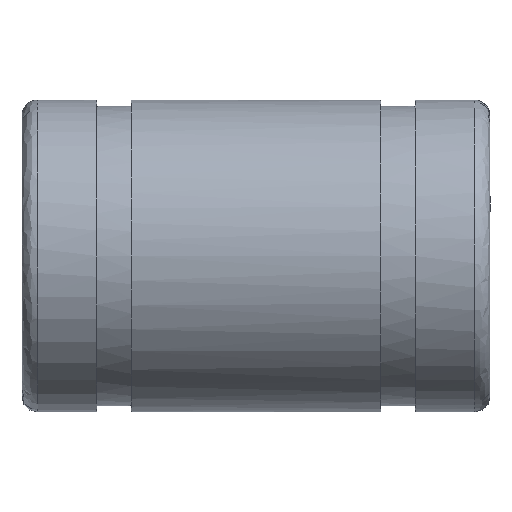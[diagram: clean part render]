
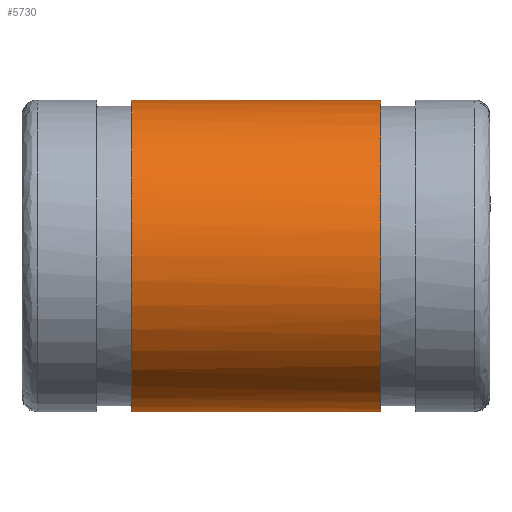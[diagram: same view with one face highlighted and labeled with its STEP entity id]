
A CAD part, front view. The second image highlights one B-rep face of the part: STEP entity #5730.
In plain terms, the highlighted free-form (B-spline) face has degree [3, 1] with [7, 2] control points.
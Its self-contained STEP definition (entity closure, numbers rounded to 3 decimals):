
#5000 = CARTESIAN_POINT ('', (3.5, -5., 0.));
#5010 = VERTEX_POINT ('', #5000);
#5020 = CARTESIAN_POINT ('', (3.5, 5., 0.));
#5030 = VERTEX_POINT ('', #5020);
#5040 = CARTESIAN_POINT ('', (3.5, -5., 0.));
#5050 = CARTESIAN_POINT ('', (3.5, -5., -10.));
#5060 = CARTESIAN_POINT ('', (3.5, 5., -10.));
#5070 = CARTESIAN_POINT ('', (3.5, 5., 0.));
#5080 = (
   BOUNDED_CURVE ()
   B_SPLINE_CURVE (3, (#5040, #5050, #5060, #5070), .UNSPECIFIED., .F., .U.)
   B_SPLINE_CURVE_WITH_KNOTS ((4, 4), (0., 1.), .UNSPECIFIED.)
   CURVE ()
   GEOMETRIC_REPRESENTATION_ITEM ()
   RATIONAL_B_SPLINE_CURVE ((1., 0.333, 0.333, 1.))
   REPRESENTATION_ITEM ('')
);
#5090 = EDGE_CURVE ('', #5010, #5030, #5080, .T.);
#5110 = CARTESIAN_POINT ('', (3.5, 5., 0.));
#5120 = CARTESIAN_POINT ('', (3.5, 5., 10.));
#5130 = CARTESIAN_POINT ('', (3.5, -5., 10.));
#5140 = CARTESIAN_POINT ('', (3.5, -5., 0.));
#5150 = (
   BOUNDED_CURVE ()
   B_SPLINE_CURVE (3, (#5110, #5120, #5130, #5140), .UNSPECIFIED., .F., .U.)
   B_SPLINE_CURVE_WITH_KNOTS ((4, 4), (0., 1.), .UNSPECIFIED.)
   CURVE ()
   GEOMETRIC_REPRESENTATION_ITEM ()
   RATIONAL_B_SPLINE_CURVE ((1., 0.333, 0.333, 1.))
   REPRESENTATION_ITEM ('')
);
#5160 = EDGE_CURVE ('', #5030, #5010, #5150, .T.);
#5300 = CARTESIAN_POINT ('', (11.5, -5., 0.));
#5310 = VERTEX_POINT ('', #5300);
#5320 = CARTESIAN_POINT ('', (11.5, 5., 0.));
#5330 = VERTEX_POINT ('', #5320);
#5340 = CARTESIAN_POINT ('', (11.5, -5., 0.));
#5350 = CARTESIAN_POINT ('', (11.5, -5., 10.));
#5360 = CARTESIAN_POINT ('', (11.5, 5., 10.));
#5370 = CARTESIAN_POINT ('', (11.5, 5., 0.));
#5380 = (
   BOUNDED_CURVE ()
   B_SPLINE_CURVE (3, (#5340, #5350, #5360, #5370), .UNSPECIFIED., .F., .U.)
   B_SPLINE_CURVE_WITH_KNOTS ((4, 4), (0., 1.), .UNSPECIFIED.)
   CURVE ()
   GEOMETRIC_REPRESENTATION_ITEM ()
   RATIONAL_B_SPLINE_CURVE ((1., 0.333, 0.333, 1.))
   REPRESENTATION_ITEM ('')
);
#5390 = EDGE_CURVE ('', #5310, #5330, #5380, .T.);
#5400 = ORIENTED_EDGE ('', *, *, #5390, .T.);
#5410 = CARTESIAN_POINT ('', (11.5, 5., 0.));
#5420 = CARTESIAN_POINT ('', (3.5, 5., 0.));
#5430 = B_SPLINE_CURVE_WITH_KNOTS ('', 1, (#5410, #5420), .UNSPECIFIED., .F., .U., (2, 2), (0., 1.), .UNSPECIFIED.);
#5440 = EDGE_CURVE ('', #5330, #5030, #5430, .T.);
#5450 = ORIENTED_EDGE ('', *, *, #5440, .T.);
#5460 = ORIENTED_EDGE ('', *, *, #5160, .T.);
#5470 = ORIENTED_EDGE ('', *, *, #5090, .T.);
#5480 = ORIENTED_EDGE ('', *, *, #5440, .F.);
#5490 = CARTESIAN_POINT ('', (11.5, 5., 0.));
#5500 = CARTESIAN_POINT ('', (11.5, 5., -10.));
#5510 = CARTESIAN_POINT ('', (11.5, -5., -10.));
#5520 = CARTESIAN_POINT ('', (11.5, -5., 0.));
#5530 = (
   BOUNDED_CURVE ()
   B_SPLINE_CURVE (3, (#5490, #5500, #5510, #5520), .UNSPECIFIED., .F., .U.)
   B_SPLINE_CURVE_WITH_KNOTS ((4, 4), (0., 1.), .UNSPECIFIED.)
   CURVE ()
   GEOMETRIC_REPRESENTATION_ITEM ()
   RATIONAL_B_SPLINE_CURVE ((1., 0.333, 0.333, 1.))
   REPRESENTATION_ITEM ('')
);
#5540 = EDGE_CURVE ('', #5330, #5310, #5530, .T.);
#5550 = ORIENTED_EDGE ('', *, *, #5540, .T.);
#5560 = EDGE_LOOP ('', (#5400, #5450, #5460, #5470, #5480, #5550));
#5570 = FACE_OUTER_BOUND ('', #5560, .T.);
#5580 = CARTESIAN_POINT ('', (2.7, 5., 0.));
#5590 = CARTESIAN_POINT ('', (12.3, 5., 0.));
#5600 = CARTESIAN_POINT ('', (2.7, 5., 10.));
#5610 = CARTESIAN_POINT ('', (12.3, 5., 10.));
#5620 = CARTESIAN_POINT ('', (2.7, -5., 10.));
#5630 = CARTESIAN_POINT ('', (12.3, -5., 10.));
#5640 = CARTESIAN_POINT ('', (2.7, -5., 0.));
#5650 = CARTESIAN_POINT ('', (12.3, -5., 0.));
#5660 = CARTESIAN_POINT ('', (2.7, -5., -10.));
#5670 = CARTESIAN_POINT ('', (12.3, -5., -10.));
#5680 = CARTESIAN_POINT ('', (2.7, 5., -10.));
#5690 = CARTESIAN_POINT ('', (12.3, 5., -10.));
#5700 = CARTESIAN_POINT ('', (2.7, 5., 0.));
#5710 = CARTESIAN_POINT ('', (12.3, 5., 0.));
#5720 = (
   BOUNDED_SURFACE ()
   B_SPLINE_SURFACE (3, 1, ((#5580, #5590), (#5600, #5610), (#5620, #5630), (#5640, #5650), (#5660, #5670), (#5680, #5690), (#5700, #5710)), .UNSPECIFIED., .T., .F., .U.)
   B_SPLINE_SURFACE_WITH_KNOTS ((4, 3, 4), (2, 2), (0., 0.5, 1.), (0., 1.), .UNSPECIFIED.)
   SURFACE ()
   GEOMETRIC_REPRESENTATION_ITEM ()
   RATIONAL_B_SPLINE_SURFACE (((1., 1.), (0.333, 0.333), (0.333, 0.333), (1., 1.), (0.333, 0.333), (0.333, 0.333), (1., 1.)))
   REPRESENTATION_ITEM ('')
);
#5730 = ADVANCED_FACE ('', (#5570), #5720, .T.);
